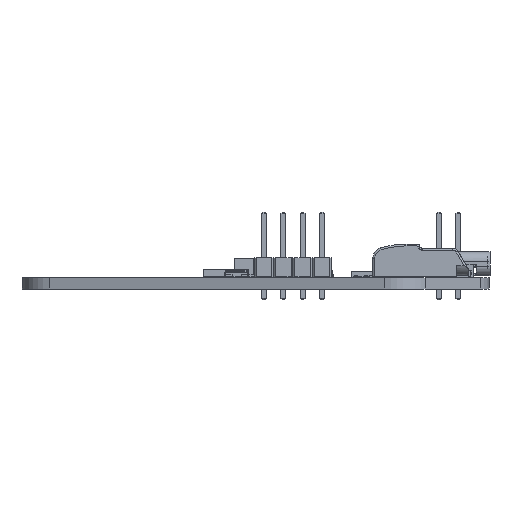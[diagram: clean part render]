
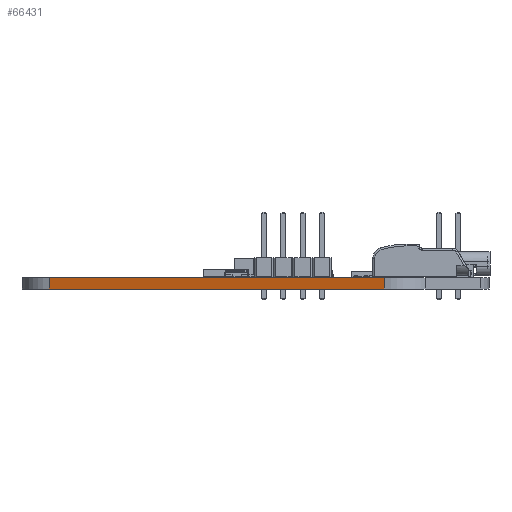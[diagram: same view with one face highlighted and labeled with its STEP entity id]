
A CAD part, left-side view. The second image highlights one B-rep face of the part: STEP entity #66431.
In plain terms, the highlighted planar face has unit normal (-0.954, 0.299, 0).
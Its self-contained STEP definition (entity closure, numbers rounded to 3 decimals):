
#65202 = VERTEX_POINT('',#65203);
#65203 = CARTESIAN_POINT('',(118.464,-64.284,0.));
#65210 = EDGE_CURVE('',#65211,#65202,#65213,.T.);
#65211 = VERTEX_POINT('',#65212);
#65212 = CARTESIAN_POINT('',(104.588,-108.575,0.));
#65213 = LINE('',#65214,#65215);
#65214 = CARTESIAN_POINT('',(104.588,-108.575,0.));
#65215 = VECTOR('',#65216,1.);
#65216 = DIRECTION('',(0.299,0.954,0.));
#65713 = VERTEX_POINT('',#65714);
#65714 = CARTESIAN_POINT('',(118.464,-64.284,1.51));
#65721 = EDGE_CURVE('',#65722,#65713,#65724,.T.);
#65722 = VERTEX_POINT('',#65723);
#65723 = CARTESIAN_POINT('',(104.588,-108.575,1.51));
#65724 = LINE('',#65725,#65726);
#65725 = CARTESIAN_POINT('',(104.588,-108.575,1.51));
#65726 = VECTOR('',#65727,1.);
#65727 = DIRECTION('',(0.299,0.954,0.));
#66401 = EDGE_CURVE('',#65202,#65713,#66402,.T.);
#66402 = LINE('',#66403,#66404);
#66403 = CARTESIAN_POINT('',(118.464,-64.284,0.));
#66404 = VECTOR('',#66405,1.);
#66405 = DIRECTION('',(0.,0.,1.));
#66431 = ADVANCED_FACE('',(#66432),#66443,.T.);
#66432 = FACE_BOUND('',#66433,.T.);
#66433 = EDGE_LOOP('',(#66434,#66440,#66441,#66442));
#66434 = ORIENTED_EDGE('',*,*,#66435,.T.);
#66435 = EDGE_CURVE('',#65211,#65722,#66436,.T.);
#66436 = LINE('',#66437,#66438);
#66437 = CARTESIAN_POINT('',(104.588,-108.575,0.));
#66438 = VECTOR('',#66439,1.);
#66439 = DIRECTION('',(0.,0.,1.));
#66440 = ORIENTED_EDGE('',*,*,#65721,.T.);
#66441 = ORIENTED_EDGE('',*,*,#66401,.F.);
#66442 = ORIENTED_EDGE('',*,*,#65210,.F.);
#66443 = PLANE('',#66444);
#66444 = AXIS2_PLACEMENT_3D('',#66445,#66446,#66447);
#66445 = CARTESIAN_POINT('',(104.588,-108.575,0.));
#66446 = DIRECTION('',(-0.954,0.299,0.));
#66447 = DIRECTION('',(0.299,0.954,0.));
